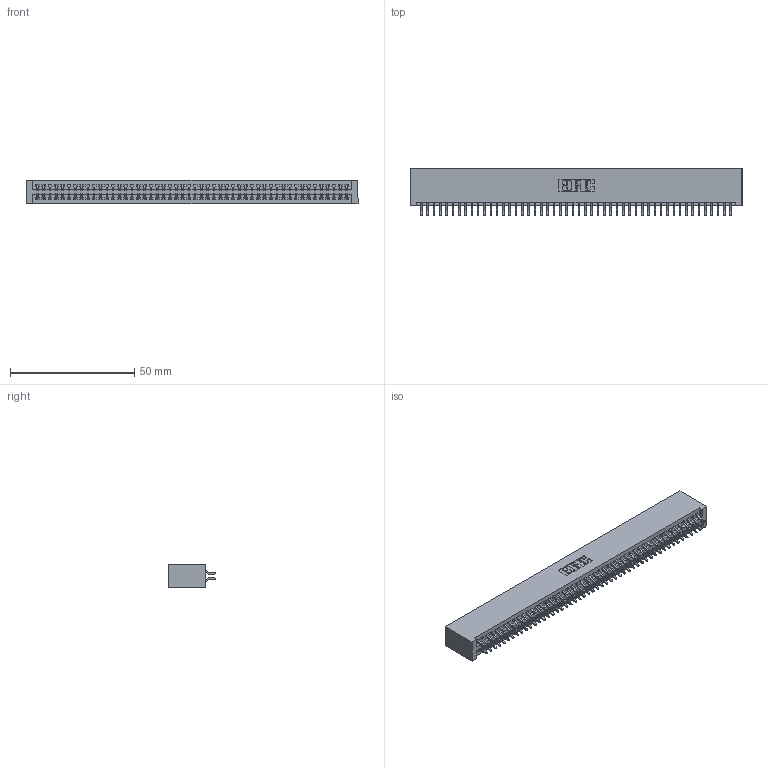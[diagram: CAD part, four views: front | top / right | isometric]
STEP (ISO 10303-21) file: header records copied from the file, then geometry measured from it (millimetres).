
FILE_DESCRIPTION (( 'STEP AP203' ), '1' );
FILE_NAME ('395-100-556-201.STEP', '2018-11-30T03:10:58', ( '' ), ( '' ), 'SwSTEP 2.0', 'SolidWorks 2016', '' );
FILE_SCHEMA (( 'CONFIG_CONTROL_DESIGN' ));
Length unit declared in the file: inch
Products named in the file (3): 395-100-556-201; 345-292-001_556 Tail; 345 Part_No Mounting Lugs
Assembly tree (101 placements, depth 2):
  395-100-556-201
    345 Part_No Mounting Lugs
    345-292-001_556 Tail  x100
Bounding box: 133.6 x 19.24 x 9.4 mm (x, y, z)
Volume: 13664.6 mm3; surface area: 20569.3 mm2
Topology: 101 solids, 101 shells, 5718 faces, 17017 edges, 11210 vertices
Faces by surface type: plane 3776, cylinder 1942
Entity records: 38097 total; most frequent: CARTESIAN_POINT 6392, ORIENTED_EDGE 6314, DIRECTION 5609, EDGE_CURVE 3157, VECTOR 2825, LINE 2825, VERTEX_POINT 2102, AXIS2_PLACEMENT_3D 1392
